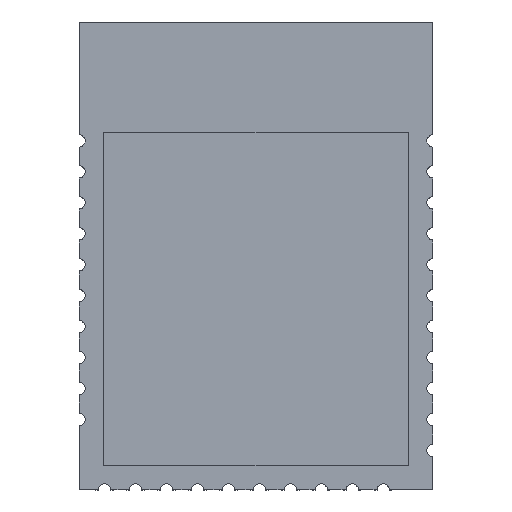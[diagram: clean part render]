
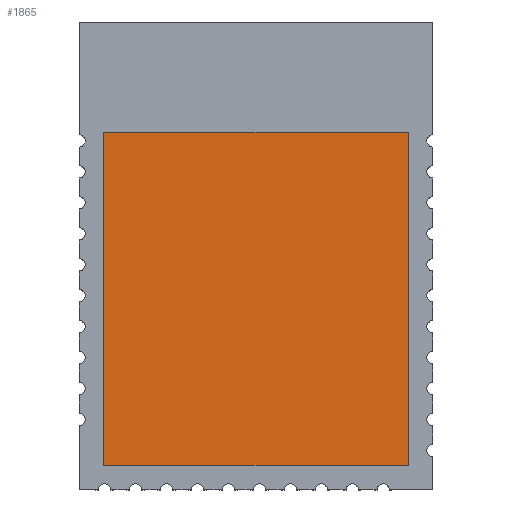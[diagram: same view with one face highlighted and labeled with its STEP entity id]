
A CAD part, top view. The second image highlights one B-rep face of the part: STEP entity #1865.
In plain terms, the highlighted planar face has unit normal (0, 0, 1).
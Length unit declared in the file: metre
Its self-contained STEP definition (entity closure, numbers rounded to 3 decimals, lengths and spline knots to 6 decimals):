
#1265 = EDGE_CURVE( '', #2412, #3142, #3143, .T. );
#1451 = EDGE_CURVE( '', #3415, #2786, #3416, .T. );
#1865 = ADVANCED_FACE( '', ( #3959 ), #3960, .T. );
#2297 = EDGE_CURVE( '', #3142, #3415, #4451, .T. );
#2337 = EDGE_CURVE( '', #2786, #2412, #4496, .T. );
#2412 = VERTEX_POINT( '', #4578 );
#2786 = VERTEX_POINT( '', #5087 );
#3142 = VERTEX_POINT( '', #5603 );
#3143 = LINE( '', #5604, #5605 );
#3415 = VERTEX_POINT( '', #5994 );
#3416 = LINE( '', #5995, #5996 );
#3959 = FACE_OUTER_BOUND( '', #6832, .T. );
#3960 = PLANE( '', #6833 );
#4451 = LINE( '', #7658, #7659 );
#4496 = LINE( '', #7732, #7733 );
#4578 = CARTESIAN_POINT( '', ( 0.006241, -0.008567, 0.002017 ) );
#5087 = CARTESIAN_POINT( '', ( -0.006239, -0.008567, 0.002017 ) );
#5603 = CARTESIAN_POINT( '', ( 0.006241, 0.005088, 0.002017 ) );
#5604 = CARTESIAN_POINT( '', ( 0.006241, -0.008567, 0.002017 ) );
#5605 = VECTOR( '', #8568, 1. );
#5994 = CARTESIAN_POINT( '', ( -0.006239, 0.005088, 0.002017 ) );
#5995 = CARTESIAN_POINT( '', ( -0.006239, -0.008567, 0.002017 ) );
#5996 = VECTOR( '', #8919, 1. );
#6832 = EDGE_LOOP( '', ( #9766, #9767, #9768, #9769 ) );
#6833 = AXIS2_PLACEMENT_3D( '', #9770, #9771, #9772 );
#7658 = CARTESIAN_POINT( '', ( 0.006241, 0.005088, 0.002017 ) );
#7659 = VECTOR( '', #10340, 1. );
#7732 = CARTESIAN_POINT( '', ( 0.006241, -0.008567, 0.002017 ) );
#7733 = VECTOR( '', #10399, 1. );
#8568 = DIRECTION( '', ( 0., 1., 0. ) );
#8919 = DIRECTION( '', ( 0., -1., 0. ) );
#9766 = ORIENTED_EDGE( '', *, *, #1265, .T. );
#9767 = ORIENTED_EDGE( '', *, *, #2297, .T. );
#9768 = ORIENTED_EDGE( '', *, *, #1451, .T. );
#9769 = ORIENTED_EDGE( '', *, *, #2337, .T. );
#9770 = CARTESIAN_POINT( '', ( 0., -0.009587, 0.002017 ) );
#9771 = DIRECTION( '', ( 0., 0., 1. ) );
#9772 = DIRECTION( '', ( 1., 0., 0. ) );
#10340 = DIRECTION( '', ( -1., 0., 0. ) );
#10399 = DIRECTION( '', ( 1., 0., 0. ) );
